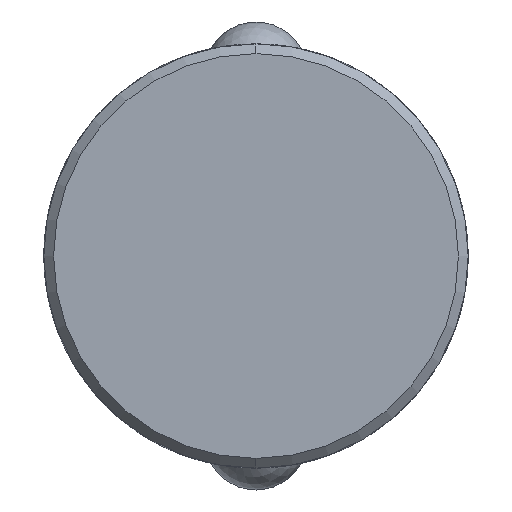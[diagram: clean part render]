
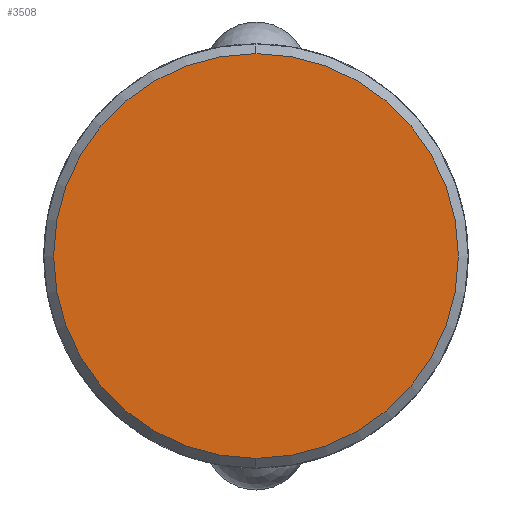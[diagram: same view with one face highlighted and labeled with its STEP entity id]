
A CAD part, left-side view. The second image highlights one B-rep face of the part: STEP entity #3508.
In plain terms, the highlighted planar face has unit normal (-1, 0, 0).
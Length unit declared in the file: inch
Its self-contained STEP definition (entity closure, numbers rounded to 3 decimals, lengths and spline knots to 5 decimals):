
#93 = DIRECTION ( 'NONE',  ( 0., 0., -1. ) ) ;
#363 = ORIENTED_EDGE ( 'NONE', *, *, #503, .T. ) ;
#380 = AXIS2_PLACEMENT_3D ( 'NONE', #4436, #2256, #93 ) ;
#503 = EDGE_CURVE ( 'NONE', #1791, #987, #2589, .T. ) ;
#535 = PLANE ( 'NONE',  #4410 ) ;
#607 = EDGE_CURVE ( 'NONE', #987, #1791, #2152, .T. ) ;
#906 = DIRECTION ( 'NONE',  ( 0., 0., -1. ) ) ;
#987 = VERTEX_POINT ( 'NONE', #3865 ) ;
#1791 = VERTEX_POINT ( 'NONE', #2832 ) ;
#2141 = DIRECTION ( 'NONE',  ( -1., 0., 0. ) ) ;
#2152 = CIRCLE ( 'NONE', #380, 0.59375 ) ;
#2256 = DIRECTION ( 'NONE',  ( -1., 0., 0. ) ) ;
#2589 = CIRCLE ( 'NONE', #4126, 0.59375 ) ;
#2780 = EDGE_LOOP ( 'NONE', ( #363, #4273 ) ) ;
#2832 = CARTESIAN_POINT ( 'NONE',  ( -2.313, 0., -0.59375 ) ) ;
#3069 = DIRECTION ( 'NONE',  ( 1., 0., 0. ) ) ;
#3508 = ADVANCED_FACE ( 'NONE', ( #3778 ), #535, .F. ) ;
#3778 = FACE_OUTER_BOUND ( 'NONE', #2780, .T. ) ;
#3865 = CARTESIAN_POINT ( 'NONE',  ( -2.313, 0., 0.59375 ) ) ;
#4126 = AXIS2_PLACEMENT_3D ( 'NONE', #4302, #2141, #4676 ) ;
#4150 = CARTESIAN_POINT ( 'NONE',  ( -2.313, 0., 0. ) ) ;
#4273 = ORIENTED_EDGE ( 'NONE', *, *, #607, .T. ) ;
#4302 = CARTESIAN_POINT ( 'NONE',  ( -2.313, 0., 0. ) ) ;
#4410 = AXIS2_PLACEMENT_3D ( 'NONE', #4150, #3069, #906 ) ;
#4436 = CARTESIAN_POINT ( 'NONE',  ( -2.313, 0., 0. ) ) ;
#4676 = DIRECTION ( 'NONE',  ( 0., 0., -1. ) ) ;
